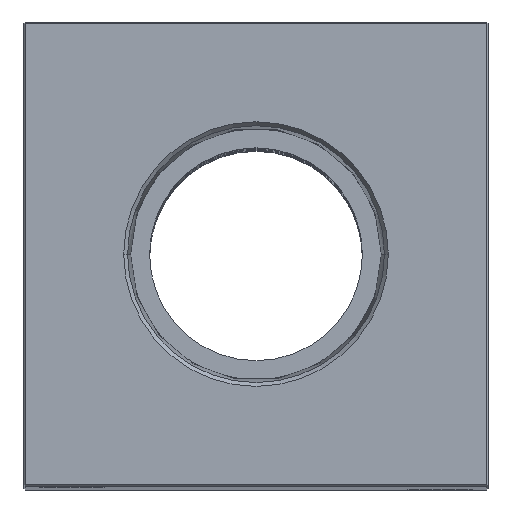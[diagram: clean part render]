
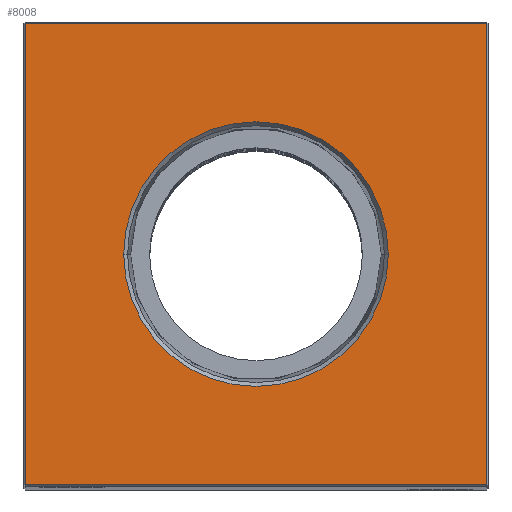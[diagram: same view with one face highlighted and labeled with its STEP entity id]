
A CAD part, top view. The second image highlights one B-rep face of the part: STEP entity #8008.
In plain terms, the highlighted planar face has unit normal (0, 0, 1).
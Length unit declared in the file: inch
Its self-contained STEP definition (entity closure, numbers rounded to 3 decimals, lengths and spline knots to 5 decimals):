
#1109 = CARTESIAN_POINT ( 'NONE',  ( -1.49, 0., 14. ) ) ;
#1536 = VERTEX_POINT ( 'NONE', #24233 ) ;
#1851 = CARTESIAN_POINT ( 'NONE',  ( 0., 1.49, 14. ) ) ;
#1953 = ORIENTED_EDGE ( 'NONE', *, *, #22028, .T. ) ;
#2301 = DIRECTION ( 'NONE',  ( -1., 0., 0. ) ) ;
#3503 = DIRECTION ( 'NONE',  ( 1., 0., 0. ) ) ;
#3863 = CARTESIAN_POINT ( 'NONE',  ( 0.85498, 0., 14. ) ) ;
#5630 = LINE ( 'NONE', #21810, #22104 ) ;
#5632 = CARTESIAN_POINT ( 'NONE',  ( 0., -1.49, 14. ) ) ;
#6167 = CIRCLE ( 'NONE', #9594, 0.85498 ) ;
#6588 = VERTEX_POINT ( 'NONE', #3863 ) ;
#6824 = VERTEX_POINT ( 'NONE', #11826 ) ;
#8008 = ADVANCED_FACE ( 'NONE', ( #24501, #12468 ), #14085, .F. ) ;
#8161 = ORIENTED_EDGE ( 'NONE', *, *, #11502, .F. ) ;
#8259 = DIRECTION ( 'NONE',  ( 1., 0., 0. ) ) ;
#9594 = AXIS2_PLACEMENT_3D ( 'NONE', #23198, #20934, #22797 ) ;
#10028 = AXIS2_PLACEMENT_3D ( 'NONE', #16546, #12280, #8259 ) ;
#10771 = ORIENTED_EDGE ( 'NONE', *, *, #11072, .F. ) ;
#11072 = EDGE_CURVE ( 'NONE', #6588, #1536, #16854, .T. ) ;
#11195 = VERTEX_POINT ( 'NONE', #16942 ) ;
#11502 = EDGE_CURVE ( 'NONE', #1536, #6588, #6167, .T. ) ;
#11783 = DIRECTION ( 'NONE',  ( 0., 1., 0. ) ) ;
#11826 = CARTESIAN_POINT ( 'NONE',  ( 1.49, -1.49, 14. ) ) ;
#12280 = DIRECTION ( 'NONE',  ( 0., 0., 1. ) ) ;
#12468 = FACE_BOUND ( 'NONE', #20728, .T. ) ;
#12671 = VECTOR ( 'NONE', #13415, 39.37008 ) ;
#12899 = VECTOR ( 'NONE', #22035, 39.37008 ) ;
#13415 = DIRECTION ( 'NONE',  ( 0., -1., 0. ) ) ;
#13498 = VERTEX_POINT ( 'NONE', #20881 ) ;
#14085 = PLANE ( 'NONE',  #15473 ) ;
#14217 = CARTESIAN_POINT ( 'NONE',  ( 0., 0., 14. ) ) ;
#14539 = EDGE_CURVE ( 'NONE', #6824, #18714, #5630, .T. ) ;
#14870 = EDGE_CURVE ( 'NONE', #18714, #13498, #25915, .T. ) ;
#15473 = AXIS2_PLACEMENT_3D ( 'NONE', #14217, #22759, #2301 ) ;
#16203 = EDGE_CURVE ( 'NONE', #11195, #6824, #18180, .T. ) ;
#16443 = EDGE_LOOP ( 'NONE', ( #1953, #18356, #23624, #23908 ) ) ;
#16546 = CARTESIAN_POINT ( 'NONE',  ( 0., 0., 14. ) ) ;
#16854 = CIRCLE ( 'NONE', #10028, 0.85498 ) ;
#16942 = CARTESIAN_POINT ( 'NONE',  ( -1.49, -1.49, 14. ) ) ;
#18180 = LINE ( 'NONE', #5632, #21026 ) ;
#18356 = ORIENTED_EDGE ( 'NONE', *, *, #16203, .T. ) ;
#18714 = VERTEX_POINT ( 'NONE', #23677 ) ;
#19413 = LINE ( 'NONE', #1109, #12671 ) ;
#20728 = EDGE_LOOP ( 'NONE', ( #10771, #8161 ) ) ;
#20881 = CARTESIAN_POINT ( 'NONE',  ( -1.49, 1.49, 14. ) ) ;
#20934 = DIRECTION ( 'NONE',  ( 0., 0., 1. ) ) ;
#21026 = VECTOR ( 'NONE', #3503, 39.37008 ) ;
#21810 = CARTESIAN_POINT ( 'NONE',  ( 1.49, 0., 14. ) ) ;
#22028 = EDGE_CURVE ( 'NONE', #13498, #11195, #19413, .T. ) ;
#22035 = DIRECTION ( 'NONE',  ( -1., 0., 0. ) ) ;
#22104 = VECTOR ( 'NONE', #11783, 39.37008 ) ;
#22759 = DIRECTION ( 'NONE',  ( 0., 0., -1. ) ) ;
#22797 = DIRECTION ( 'NONE',  ( 1., 0., 0. ) ) ;
#23198 = CARTESIAN_POINT ( 'NONE',  ( 0., 0., 14. ) ) ;
#23624 = ORIENTED_EDGE ( 'NONE', *, *, #14539, .T. ) ;
#23677 = CARTESIAN_POINT ( 'NONE',  ( 1.49, 1.49, 14. ) ) ;
#23908 = ORIENTED_EDGE ( 'NONE', *, *, #14870, .T. ) ;
#24233 = CARTESIAN_POINT ( 'NONE',  ( -0.85498, 0., 14. ) ) ;
#24501 = FACE_OUTER_BOUND ( 'NONE', #16443, .T. ) ;
#25915 = LINE ( 'NONE', #1851, #12899 ) ;
